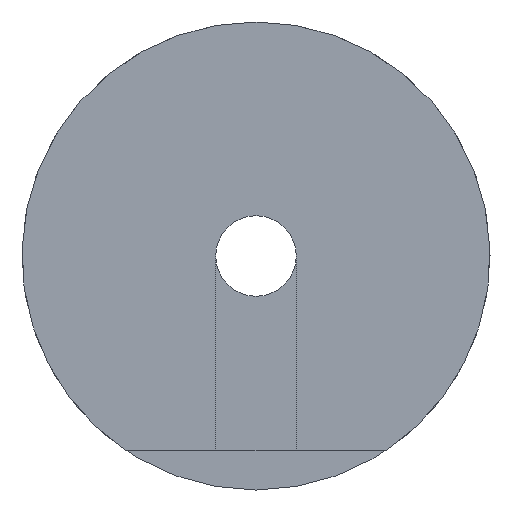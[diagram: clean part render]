
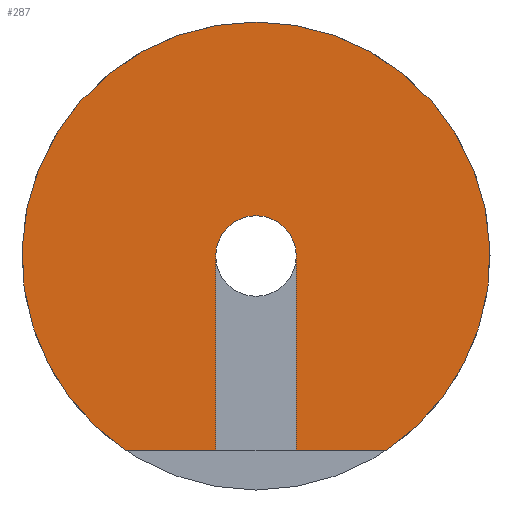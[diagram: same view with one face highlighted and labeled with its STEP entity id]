
A CAD part, front view. The second image highlights one B-rep face of the part: STEP entity #287.
In plain terms, the highlighted planar face has unit normal (0, -1, 0).
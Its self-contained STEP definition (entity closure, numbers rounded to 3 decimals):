
#26=LINE('',#493,#47);
#30=LINE('',#501,#51);
#34=LINE('',#513,#55);
#37=LINE('',#519,#58);
#47=VECTOR('',#387,10.);
#51=VECTOR('',#393,10.);
#55=VECTOR('',#405,10.);
#58=VECTOR('',#410,10.);
#81=PLANE('',#335);
#99=FACE_OUTER_BOUND('',#121,.T.);
#121=EDGE_LOOP('',(#263,#264,#265,#266,#267,#268));
#133=CIRCLE('',#327,18.);
#135=CIRCLE('',#332,3.1);
#149=VERTEX_POINT('',#491);
#150=VERTEX_POINT('',#492);
#153=VERTEX_POINT('',#500);
#155=VERTEX_POINT('',#506);
#157=VERTEX_POINT('',#512);
#159=VERTEX_POINT('',#518);
#179=EDGE_CURVE('',#149,#150,#26,.T.);
#183=EDGE_CURVE('',#150,#153,#30,.T.);
#186=EDGE_CURVE('',#155,#153,#133,.T.);
#189=EDGE_CURVE('',#155,#157,#34,.T.);
#192=EDGE_CURVE('',#159,#157,#37,.T.);
#195=EDGE_CURVE('',#159,#149,#135,.T.);
#263=ORIENTED_EDGE('',*,*,#195,.T.);
#264=ORIENTED_EDGE('',*,*,#179,.T.);
#265=ORIENTED_EDGE('',*,*,#183,.T.);
#266=ORIENTED_EDGE('',*,*,#186,.F.);
#267=ORIENTED_EDGE('',*,*,#189,.T.);
#268=ORIENTED_EDGE('',*,*,#192,.F.);
#287=ADVANCED_FACE('',(#99),#81,.F.);
#327=AXIS2_PLACEMENT_3D('',#507,#398,#399);
#332=AXIS2_PLACEMENT_3D('',#524,#415,#416);
#335=AXIS2_PLACEMENT_3D('',#527,#421,#422);
#387=DIRECTION('',(0.,0.,-1.));
#393=DIRECTION('',(1.,0.,0.));
#398=DIRECTION('center_axis',(0.,1.,0.));
#399=DIRECTION('ref_axis',(1.,0.,0.));
#405=DIRECTION('',(1.,0.,0.));
#410=DIRECTION('',(0.,0.,-1.));
#415=DIRECTION('center_axis',(0.,1.,0.));
#416=DIRECTION('ref_axis',(1.,0.,0.));
#421=DIRECTION('center_axis',(0.,1.,0.));
#422=DIRECTION('ref_axis',(1.,0.,0.));
#491=CARTESIAN_POINT('',(3.1,-15.,0.));
#492=CARTESIAN_POINT('',(3.1,-15.,-15.));
#493=CARTESIAN_POINT('',(3.1,-15.,0.));
#500=CARTESIAN_POINT('',(9.95,-15.,-15.));
#501=CARTESIAN_POINT('',(-20.,-15.,-15.));
#506=CARTESIAN_POINT('',(-9.95,-15.,-15.));
#507=CARTESIAN_POINT('Origin',(0.,-15.,0.));
#512=CARTESIAN_POINT('',(-3.1,-15.,-15.));
#513=CARTESIAN_POINT('',(-20.,-15.,-15.));
#518=CARTESIAN_POINT('',(-3.1,-15.,0.));
#519=CARTESIAN_POINT('',(-3.1,-15.,0.));
#524=CARTESIAN_POINT('Origin',(0.,-15.,0.));
#527=CARTESIAN_POINT('Origin',(0.,-15.,1.5));
